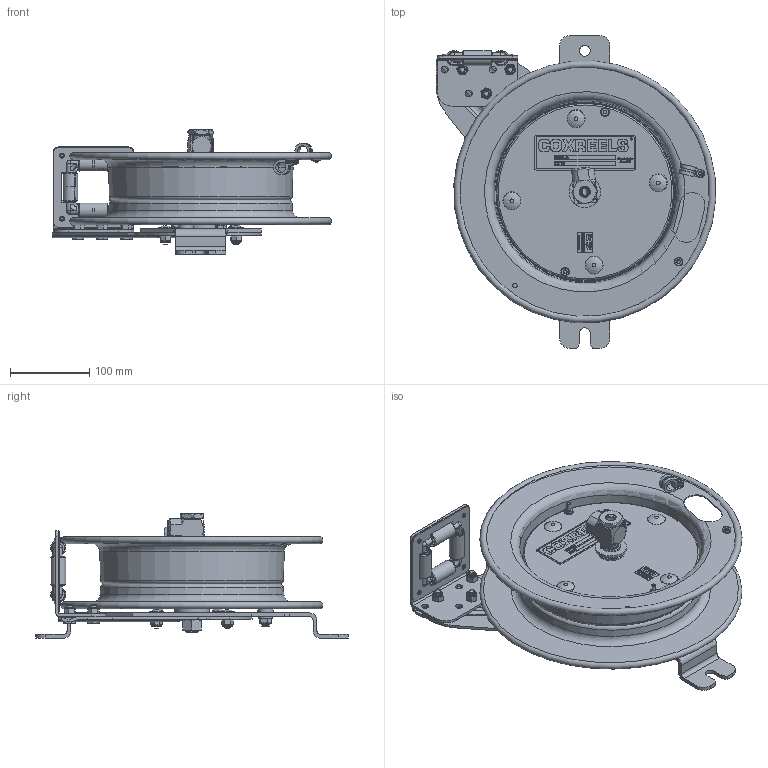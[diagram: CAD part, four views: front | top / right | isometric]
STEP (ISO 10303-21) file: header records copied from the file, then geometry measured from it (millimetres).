
FILE_DESCRIPTION(/* description */ (''),/* implementation_level */ '2;1');
FILE_NAME(/* name */ 'EZ-SG13-L125_SHARED.stp',/* time_stamp */ '2020-02-06T07:48:33-07:00',/* author */ ('NMelton'),/* organization */ (''),/* preprocessor_version */ 'ST-DEVELOPER v17',/* originating_system */ 'Autodesk Inventor 2019',/* authorisation */ '');
FILE_SCHEMA (('AUTOMOTIVE_DESIGN { 1 0 10303 214 3 1 1 }'));
Products named in the file (1): EZ-SG13-L125_SHARED
Bounding box: 351.53 x 393.7 x 156.46 mm (x, y, z)
Surface area: 693018.2 mm2 (no closed solid volume)
Topology: 0 solids, 111 shells, 2578 faces, 10568 edges, 7730 vertices
Faces by surface type: plane 1396, bspline 536, cylinder 400, cone 136, torus 64, sphere 46
Full cylindrical faces by diameter (mm): 2.032 x1, 2.159 x2, 2.54 x1, 3.048 x1, 4.699 x4, 4.826 x6, 5.08 x1, 5.556 x3, 5.588 x4, 6.35 x5, 7.938 x3, 8.731 x3, 8.733 x4, 8.89 x2, 11.43 x3, 12.192 x7, 12.548 x1, 13.492 x1, 14.224 x1, 15.875 x1, 17.882 x1, 19.05 x6, 20.574 x1, 20.625 x1, 28.575 x1, 31.623 x1, 39.624 x1, 44.044 x1, 221.996 x1, 223.52 x1
Entity records: 116974 total; most frequent: CARTESIAN_POINT 34621, ORIENTED_EDGE 15920, DIRECTION 13739, EDGE_CURVE 10524, VERTEX_POINT 7731, LINE 6297, VECTOR 6297, AXIS2_PLACEMENT_3D 3721
